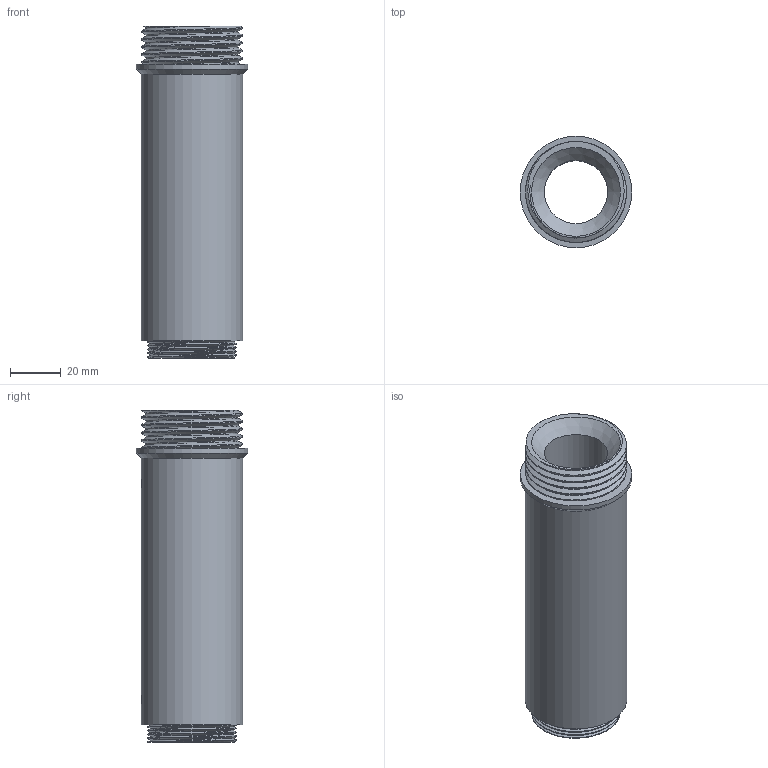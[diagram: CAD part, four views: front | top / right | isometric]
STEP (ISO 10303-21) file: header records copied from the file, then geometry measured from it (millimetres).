
FILE_DESCRIPTION(/* description */ (''),/* implementation_level */ '2;1');
FILE_NAME(/* name */ 'tube d''injection.step',/* time_stamp */ '2023-04-12T16:45:36+02:00',/* author */ (''),/* organization */ (''),/* preprocessor_version */ 'ST-DEVELOPER v19.2',/* originating_system */ 'Autodesk Translation Framework v11.17.0.187',/* authorisation */ '');
FILE_SCHEMA (('AUTOMOTIVE_DESIGN { 1 0 10303 214 3 1 1 }'));
Length unit declared in the file: millimetre
Products named in the file (1): tube d'injection
Bounding box: 44 x 44 x 130.8 mm (x, y, z)
Volume: 95390.9 mm3; surface area: 30049.3 mm2
Topology: 1 solids, 1 shells, 40 faces, 102 edges, 68 vertices
Faces by surface type: cylinder 28, plane 6, bspline 4, cone 2
Full cylindrical faces by diameter (mm): 5 x2, 25 x1, 33.132 x3, 34.85 x4, 36.33 x4, 39.764 x4, 40 x1, 44 x1
Entity records: 4455 total; most frequent: CARTESIAN_POINT 3553, ORIENTED_EDGE 204, DIRECTION 136, EDGE_CURVE 102, VERTEX_POINT 68, B_SPLINE_CURVE_WITH_KNOTS 58, AXIS2_PLACEMENT_3D 55, EDGE_LOOP 46
